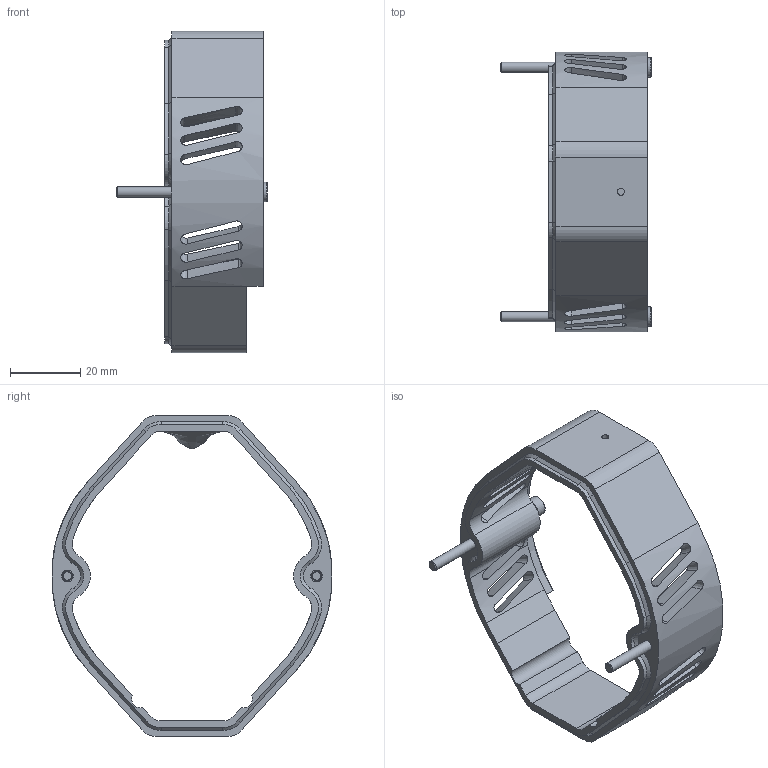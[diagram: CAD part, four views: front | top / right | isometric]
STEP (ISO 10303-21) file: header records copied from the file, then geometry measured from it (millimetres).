
FILE_DESCRIPTION(/* description */ (''),/* implementation_level */ '2;1');
FILE_NAME(/* name */ 'Motor Mount - Spacer Ring.step',/* time_stamp */ '2025-11-18T16:04:39+01:00',/* author */ (''),/* organization */ (''),/* preprocessor_version */ 'ST-DEVELOPER v20.1',/* originating_system */ 'Autodesk Translation Framework v14.21.0.0',/* authorisation */ '');
FILE_SCHEMA (('AUTOMOTIVE_DESIGN { 1 0 10303 214 3 1 1 }'));
Length unit declared in the file: millimetre
Products named in the file (2): Motor Cover; BSHCS ANSI B18.3.1M - M3x0.5 x 40 Steel Grade 2 Plain
Assembly tree (2 placements, depth 2):
  Motor Cover
    BSHCS ANSI B18.3.1M - M3x0.5 x 40 Steel Grade 2 Plain  x2
Bounding box: 43 x 79.74 x 91.57 mm (x, y, z)
Volume: 27659 mm3; surface area: 18714.9 mm2
Topology: 3 solids, 3 shells, 216 faces, 575 edges, 366 vertices
Faces by surface type: plane 83, cylinder 58, bspline 51, cone 22, torus 2
Full cylindrical faces by diameter (mm): 2 x1, 2.927 x2, 3.3 x4, 5.5 x2
Entity records: 8062 total; most frequent: CARTESIAN_POINT 3180, ORIENTED_EDGE 1082, DIRECTION 873, EDGE_CURVE 541, VERTEX_POINT 347, AXIS2_PLACEMENT_3D 292, LINE 289, VECTOR 289
